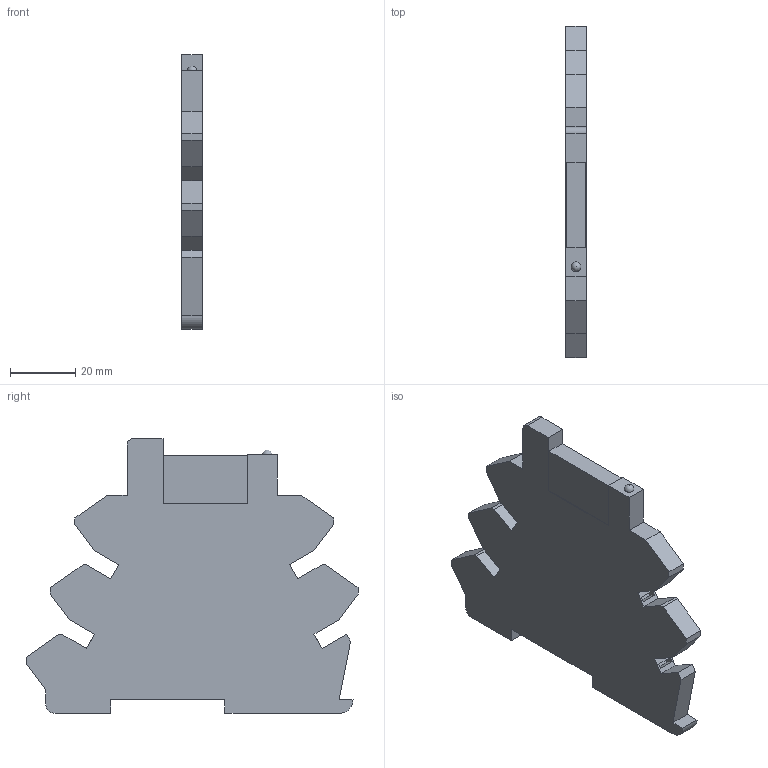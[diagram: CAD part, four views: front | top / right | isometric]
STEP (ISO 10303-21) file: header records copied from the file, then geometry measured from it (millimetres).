
FILE_DESCRIPTION((''),'2;1');
FILE_NAME('PIR6WB.stp','2014-08-14T11:05:32',('roland'),(''),'Autodesk Inventor 2013','Autodesk Inventor 2013','');
FILE_SCHEMA(('CONFIG_CONTROL_DESIGN'));
Length unit declared in the file: millimetre
Products named in the file (1): PIR6WB
Bounding box: 6.2 x 101.78 x 84.25 mm (x, y, z)
Volume: 36645.9 mm3; surface area: 14803.2 mm2
Topology: 1 solids, 1 shells, 78 faces, 216 edges, 144 vertices
Faces by surface type: plane 74, cylinder 3, sphere 1
Entity records: 2534 total; most frequent: CARTESIAN_POINT 436, ORIENTED_EDGE 428, DIRECTION 379, EDGE_CURVE 214, VECTOR 207, LINE 207, VERTEX_POINT 143, AXIS2_PLACEMENT_3D 86
